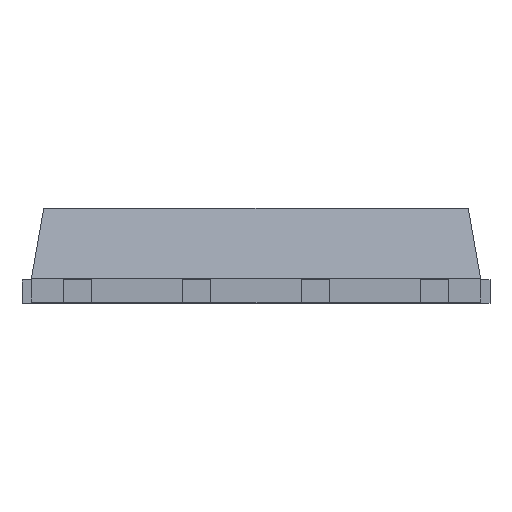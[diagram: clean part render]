
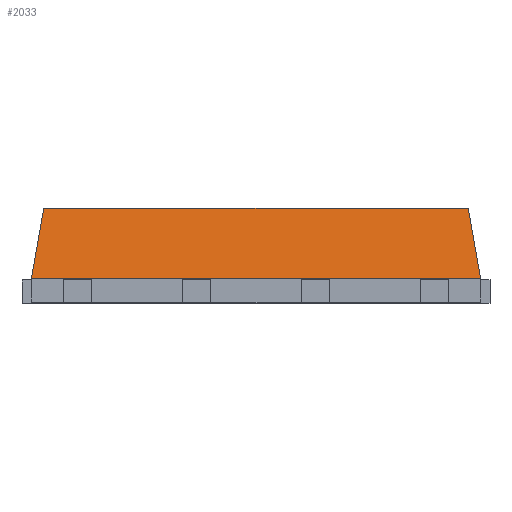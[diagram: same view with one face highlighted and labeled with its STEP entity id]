
A CAD part, top view. The second image highlights one B-rep face of the part: STEP entity #2033.
In plain terms, the highlighted planar face has unit normal (0, 0.174, 0.985).
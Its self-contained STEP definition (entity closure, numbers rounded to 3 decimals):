
#688 = ORIENTED_EDGE ( 'NONE', *, *, #4607, .T. ) ;
#714 = EDGE_LOOP ( 'NONE', ( #688, #4986, #6093, #1430 ) ) ;
#1049 = DIRECTION ( 'NONE',  ( 0.171, -0.97, 0.171 ) ) ;
#1430 = ORIENTED_EDGE ( 'NONE', *, *, #2840, .T. ) ;
#1926 = CARTESIAN_POINT ( 'NONE',  ( 2.23, 1.223, 0.33 ) ) ;
#2033 = ADVANCED_FACE ( 'NONE', ( #6863 ), #9376, .T. ) ;
#2827 = AXIS2_PLACEMENT_3D ( 'NONE', #8668, #3485, #7916 ) ;
#2840 = EDGE_CURVE ( 'NONE', #4824, #7509, #4916, .T. ) ;
#3390 = VECTOR ( 'NONE', #10671, 1000. ) ;
#3485 = DIRECTION ( 'NONE',  ( 0., 0.174, 0.985 ) ) ;
#3540 = CARTESIAN_POINT ( 'NONE',  ( -2.4, 0.26, 0.5 ) ) ;
#3597 = VECTOR ( 'NONE', #6501, 1000. ) ;
#4016 = VERTEX_POINT ( 'NONE', #9137 ) ;
#4607 = EDGE_CURVE ( 'NONE', #7509, #4016, #11551, .T. ) ;
#4616 = CARTESIAN_POINT ( 'NONE',  ( -2.4, 0.26, 0.5 ) ) ;
#4824 = VERTEX_POINT ( 'NONE', #7726 ) ;
#4916 = LINE ( 'NONE', #7102, #3390 ) ;
#4986 = ORIENTED_EDGE ( 'NONE', *, *, #8794, .F. ) ;
#6093 = ORIENTED_EDGE ( 'NONE', *, *, #6730, .F. ) ;
#6343 = LINE ( 'NONE', #1926, #7901 ) ;
#6501 = DIRECTION ( 'NONE',  ( 1., 0., 0. ) ) ;
#6730 = EDGE_CURVE ( 'NONE', #4824, #7841, #9448, .T. ) ;
#6863 = FACE_OUTER_BOUND ( 'NONE', #714, .T. ) ;
#7102 = CARTESIAN_POINT ( 'NONE',  ( -2.4, 0.26, 0.5 ) ) ;
#7509 = VERTEX_POINT ( 'NONE', #4616 ) ;
#7641 = DIRECTION ( 'NONE',  ( 1., 0., 0. ) ) ;
#7726 = CARTESIAN_POINT ( 'NONE',  ( -2.268, 1.01, 0.368 ) ) ;
#7841 = VERTEX_POINT ( 'NONE', #9042 ) ;
#7901 = VECTOR ( 'NONE', #1049, 1000. ) ;
#7916 = DIRECTION ( 'NONE',  ( 0., -0.985, 0.174 ) ) ;
#8668 = CARTESIAN_POINT ( 'NONE',  ( -2.4, 0.26, 0.5 ) ) ;
#8685 = CARTESIAN_POINT ( 'NONE',  ( -2.4, 1.01, 0.368 ) ) ;
#8794 = EDGE_CURVE ( 'NONE', #7841, #4016, #6343, .T. ) ;
#9042 = CARTESIAN_POINT ( 'NONE',  ( 2.268, 1.01, 0.368 ) ) ;
#9137 = CARTESIAN_POINT ( 'NONE',  ( 2.4, 0.26, 0.5 ) ) ;
#9376 = PLANE ( 'NONE',  #2827 ) ;
#9448 = LINE ( 'NONE', #8685, #10695 ) ;
#10671 = DIRECTION ( 'NONE',  ( -0.171, -0.97, 0.171 ) ) ;
#10695 = VECTOR ( 'NONE', #7641, 1000. ) ;
#11551 = LINE ( 'NONE', #3540, #3597 ) ;
